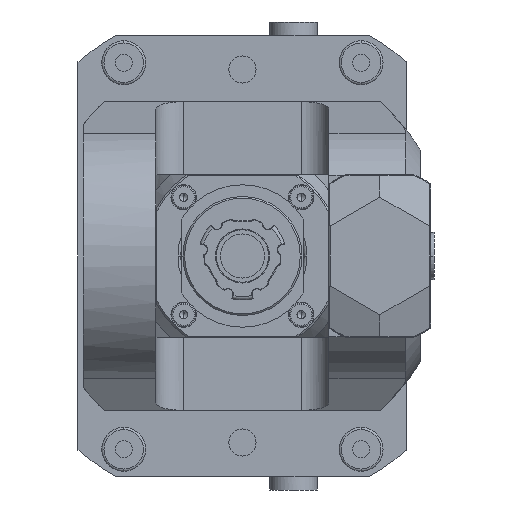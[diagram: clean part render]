
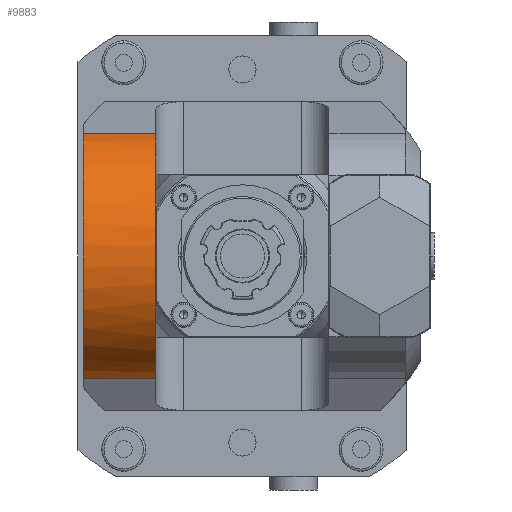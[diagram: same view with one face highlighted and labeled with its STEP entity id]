
A CAD part, left-side view. The second image highlights one B-rep face of the part: STEP entity #9883.
In plain terms, the highlighted cylindrical face has radius 37.5 mm (diameter 75 mm), a partial arc.
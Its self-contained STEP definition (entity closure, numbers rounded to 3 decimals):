
#1683=DIRECTION('',(0.,1.,0.));
#1684=VECTOR('',#1683,21.5);
#1685=CARTESIAN_POINT('',(-68.897,25.5,36.17));
#1686=LINE('',#1685,#1684);
#1879=CARTESIAN_POINT('',(-59.,25.5,0.));
#1880=DIRECTION('',(0.,-1.,0.));
#1881=DIRECTION('',(-0.93,0.,-0.368));
#1882=AXIS2_PLACEMENT_3D('',#1879,#1880,#1881);
#1921=CARTESIAN_POINT('',(-59.,47.,0.));
#1922=DIRECTION('',(0.,-1.,0.));
#1923=DIRECTION('',(-0.264,0.,0.965));
#1924=AXIS2_PLACEMENT_3D('',#1921,#1922,#1923);
#2042=DIRECTION('',(0.,1.,0.));
#2043=VECTOR('',#2042,21.5);
#2044=CARTESIAN_POINT('',(-68.897,25.5,-36.17));
#2045=LINE('',#2044,#2043);
#2046=CARTESIAN_POINT('',(-59.,25.5,0.));
#2047=DIRECTION('',(0.,-1.,0.));
#2048=DIRECTION('',(-0.93,0.,0.368));
#2049=AXIS2_PLACEMENT_3D('',#2046,#2047,#2048);
#2082=CARTESIAN_POINT('',(-59.,25.5,0.));
#2083=DIRECTION('',(0.,-1.,0.));
#2084=DIRECTION('',(-0.264,0.,0.965));
#2085=AXIS2_PLACEMENT_3D('',#2082,#2083,#2084);
#7522=CARTESIAN_POINT('',(-68.897,47.,36.17));
#7523=CARTESIAN_POINT('',(-68.897,47.,-36.17));
#7524=VERTEX_POINT('',#7522);
#7525=VERTEX_POINT('',#7523);
#7558=CARTESIAN_POINT('',(-68.897,25.5,-36.17));
#7559=VERTEX_POINT('',#7558);
#7562=CARTESIAN_POINT('',(-68.897,25.5,36.17));
#7563=VERTEX_POINT('',#7562);
#7592=CARTESIAN_POINT('',(-93.864,25.5,13.811));
#7593=CARTESIAN_POINT('',(-93.864,25.5,-13.811));
#7594=VERTEX_POINT('',#7592);
#7595=VERTEX_POINT('',#7593);
#9868=CARTESIAN_POINT('',(-59.,-73.2,0.));
#9869=DIRECTION('',(0.,-1.,0.));
#9870=DIRECTION('',(0.,0.,-1.));
#9871=AXIS2_PLACEMENT_3D('',#9868,#9869,#9870);
#9872=CYLINDRICAL_SURFACE('',#9871,37.5);
#9874=ORIENTED_EDGE('',*,*,#9873,.T.);
#9875=ORIENTED_EDGE('',*,*,#9763,.T.);
#9876=ORIENTED_EDGE('',*,*,#9783,.T.);
#9877=ORIENTED_EDGE('',*,*,#9800,.F.);
#9878=ORIENTED_EDGE('',*,*,#9696,.F.);
#9880=ORIENTED_EDGE('',*,*,#9879,.T.);
#9881=EDGE_LOOP('',(#9874,#9875,#9876,#9877,#9878,#9880));
#9882=FACE_OUTER_BOUND('',#9881,.F.);
#9883=ADVANCED_FACE('',(#9882),#9872,.T.);
#1883=CIRCLE('',#1882,37.5);
#1925=CIRCLE('',#1924,37.5);
#2050=CIRCLE('',#2049,37.5);
#2086=CIRCLE('',#2085,37.5);
#9696=EDGE_CURVE('',#7563,#7524,#1686,.T.);
#9763=EDGE_CURVE('',#7595,#7559,#1883,.T.);
#9783=EDGE_CURVE('',#7559,#7525,#2045,.T.);
#9800=EDGE_CURVE('',#7524,#7525,#1925,.T.);
#9873=EDGE_CURVE('',#7594,#7595,#2050,.T.);
#9879=EDGE_CURVE('',#7563,#7594,#2086,.T.);
